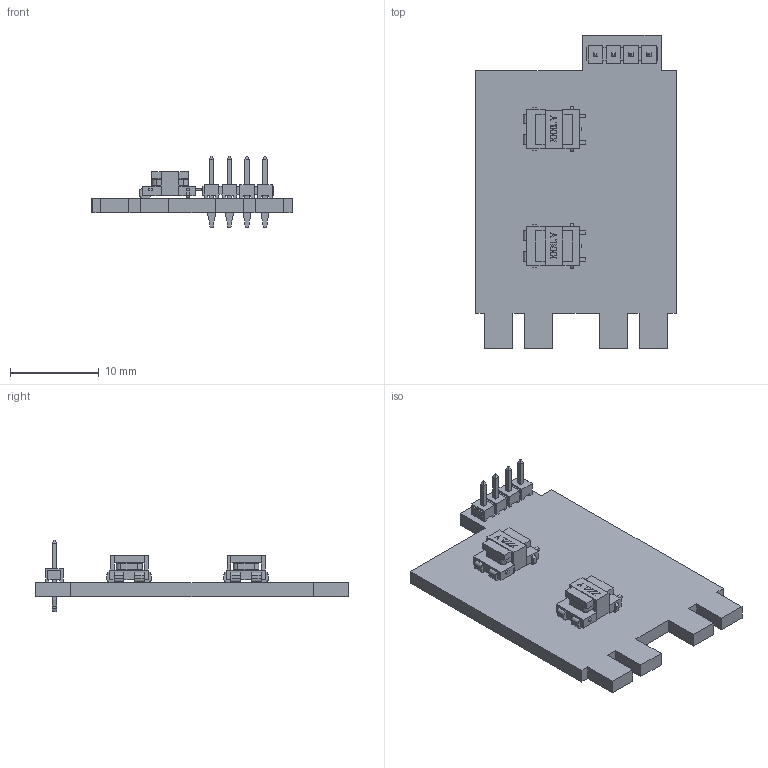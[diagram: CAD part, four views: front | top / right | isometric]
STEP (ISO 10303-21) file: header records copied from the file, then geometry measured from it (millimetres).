
FILE_DESCRIPTION(('KiCad electronic assembly'),'2;1');
FILE_NAME('PMP41017_CSTBoard.step','2024-03-04T16:26:35',('Pcbnew'),( 'Kicad'),'Open CASCADE STEP processor 7.7','KiCad to STEP converter' ,'Unknown');
FILE_SCHEMA(('AUTOMOTIVE_DESIGN { 1 0 10303 214 1 1 1 1 }'));
Length unit declared in the file: millimetre
Products named in the file (6): PMP41017_CSTBoard 1; PTT-104-01-L-S; Coilcraft-CST7030; PMP41017_CSTBoard_PCB
Assembly tree (6 placements, depth 3):
  PMP41017_CSTBoard 1
    PTT-104-01-L-S
      PTT-104-01-L-S
    Coilcraft-CST7030  x2
      Coilcraft-CST7030
    PMP41017_CSTBoard_PCB
Bounding box: 22.6 x 35.3 x 8.03 mm (x, y, z)
Volume: 1260.5 mm3; surface area: 2096.1 mm2
Topology: 5 solids, 7 shells, 631 faces, 1665 edges, 1080 vertices
Faces by surface type: plane 493, bspline 90, cylinder 48
Entity records: 15940 total; most frequent: CARTESIAN_POINT 4055, ORIENTED_EDGE 2282, DIRECTION 1850, EDGE_CURVE 1144, LINE 954, VECTOR 954, VERTEX_POINT 745, FACE_BOUND 464
